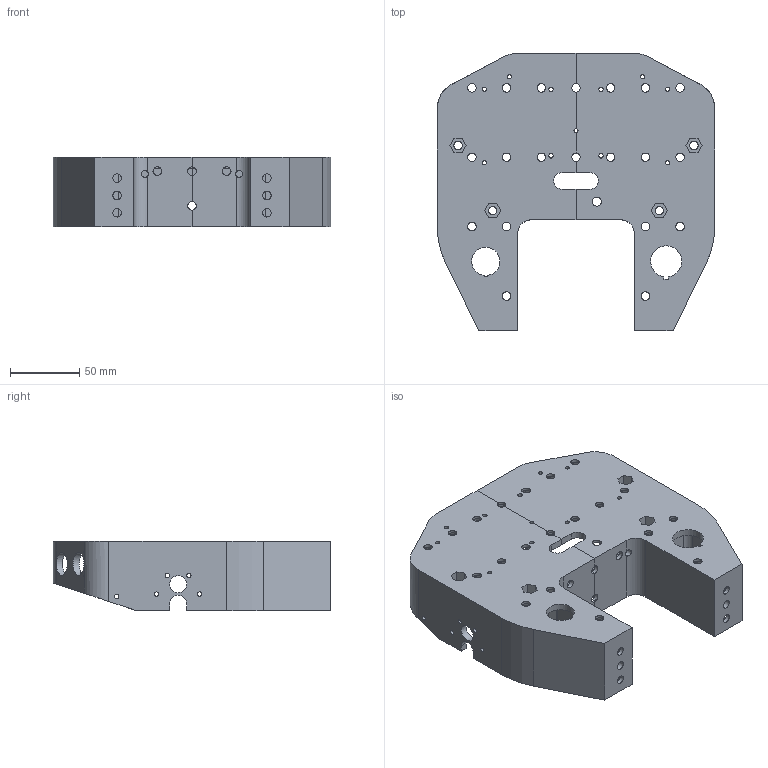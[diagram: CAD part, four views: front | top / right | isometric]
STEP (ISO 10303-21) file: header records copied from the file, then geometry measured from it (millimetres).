
FILE_DESCRIPTION(('FreeCAD Model'),'2;1');
FILE_NAME('Open CASCADE Shape Model','2023-11-17T00:21:47',(''),(''), 'Open CASCADE STEP processor 7.5','FreeCAD','Unknown');
FILE_SCHEMA(('AUTOMOTIVE_DESIGN { 1 0 10303 214 1 1 1 1 }'));
Length unit declared in the file: millimetre
Products named in the file (2): mainchassis; Body
Assembly tree (1 placements, depth 2):
  mainchassis
    Body
Bounding box: 200 x 200 x 50 mm (x, y, z)
Volume: 365455 mm3; surface area: 149909.5 mm2
Topology: 1 solids, 1 shells, 579 faces, 1738 edges, 1148 vertices
Faces by surface type: plane 372, cylinder 135, extrusion 72
Full cylindrical faces by diameter (mm): 1 x12, 2.9 x6, 3.1 x10, 3.2 x4, 5 x2, 6 x6, 6.1 x28, 6.2 x2, 6.5 x1, 12.2 x2, 16.5 x6
Entity records: 48349 total; most frequent: CARTESIAN_POINT 14633, DIRECTION 5845, VECTOR 4036, LINE 3964, ORIENTED_EDGE 3476, PCURVE 3476, DEFINITIONAL_REPRESENTATION 3476, EDGE_CURVE 1738
